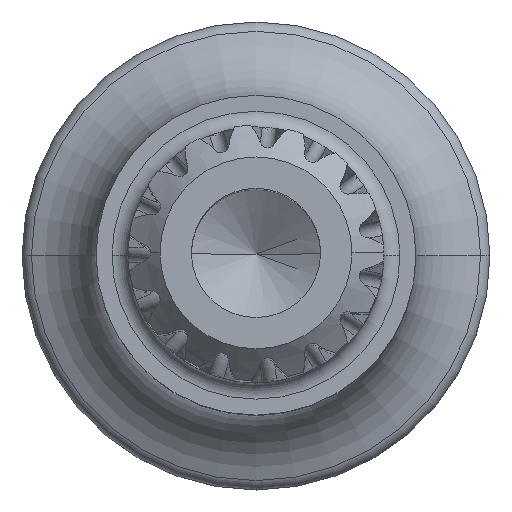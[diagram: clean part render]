
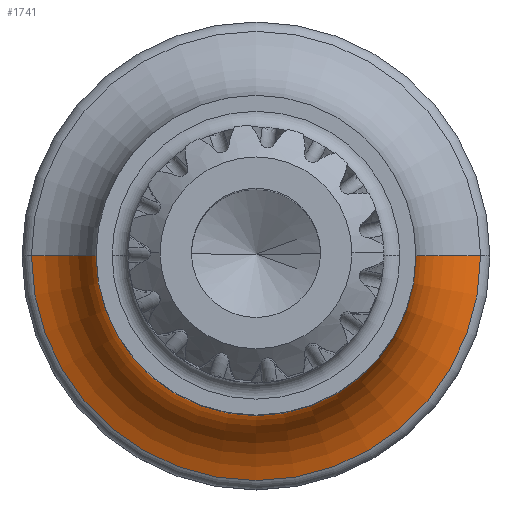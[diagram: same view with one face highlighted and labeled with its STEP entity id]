
A CAD part, top view. The second image highlights one B-rep face of the part: STEP entity #1741.
In plain terms, the highlighted toroidal (fillet/blend) face has major radius 8 mm and minor radius 3 mm.
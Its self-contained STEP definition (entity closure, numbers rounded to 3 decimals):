
#120 = CARTESIAN_POINT ( 'NONE',  ( 8., 0., 25.411 ) ) ;
#163 = DIRECTION ( 'NONE',  ( 0., 1., 0. ) ) ;
#206 = CARTESIAN_POINT ( 'NONE',  ( 0., 0., 22.574 ) ) ;
#584 = DIRECTION ( 'NONE',  ( 0., 0., -1. ) ) ;
#709 = CIRCLE ( 'NONE', #7360, 3. ) ;
#1176 = DIRECTION ( 'NONE',  ( 0., -1., 0. ) ) ;
#1186 = AXIS2_PLACEMENT_3D ( 'NONE', #206, #8397, #6789 ) ;
#1482 = CARTESIAN_POINT ( 'NONE',  ( 5., 0., 25.411 ) ) ;
#1741 = ADVANCED_FACE ( 'NONE', ( #9204 ), #7049, .F. ) ;
#2025 = VERTEX_POINT ( 'NONE', #1482 ) ;
#2087 = VERTEX_POINT ( 'NONE', #8412 ) ;
#2228 = DIRECTION ( 'NONE',  ( 0., 0., 1. ) ) ;
#2371 = ORIENTED_EDGE ( 'NONE', *, *, #2717, .F. ) ;
#2546 = EDGE_CURVE ( 'NONE', #6102, #7801, #3963, .T. ) ;
#2717 = EDGE_CURVE ( 'NONE', #7801, #2087, #709, .T. ) ;
#2879 = AXIS2_PLACEMENT_3D ( 'NONE', #4773, #7582, #7783 ) ;
#2970 = CARTESIAN_POINT ( 'NONE',  ( -7.023, 0., 22.574 ) ) ;
#3374 = ORIENTED_EDGE ( 'NONE', *, *, #2546, .F. ) ;
#3963 = CIRCLE ( 'NONE', #1186, 7.023 ) ;
#4161 = ORIENTED_EDGE ( 'NONE', *, *, #8211, .F. ) ;
#4304 = DIRECTION ( 'NONE',  ( -1., 0., 0. ) ) ;
#4529 = AXIS2_PLACEMENT_3D ( 'NONE', #120, #163, #6027 ) ;
#4773 = CARTESIAN_POINT ( 'NONE',  ( 0., 0., 25.411 ) ) ;
#5293 = CIRCLE ( 'NONE', #4529, 3. ) ;
#5625 = CARTESIAN_POINT ( 'NONE',  ( -8., 0., 25.411 ) ) ;
#6027 = DIRECTION ( 'NONE',  ( -1., 0., 0. ) ) ;
#6102 = VERTEX_POINT ( 'NONE', #8054 ) ;
#6590 = EDGE_LOOP ( 'NONE', ( #3374, #8003, #4161, #2371 ) ) ;
#6789 = DIRECTION ( 'NONE',  ( 1., 0., 0. ) ) ;
#6886 = EDGE_CURVE ( 'NONE', #6102, #2025, #5293, .T. ) ;
#7049 = TOROIDAL_SURFACE ( 'NONE', #2879, 8., 3. ) ;
#7069 = CARTESIAN_POINT ( 'NONE',  ( 0., 0., 25.411 ) ) ;
#7360 = AXIS2_PLACEMENT_3D ( 'NONE', #5625, #1176, #584 ) ;
#7450 = CIRCLE ( 'NONE', #8704, 5. ) ;
#7582 = DIRECTION ( 'NONE',  ( 0., 0., -1. ) ) ;
#7783 = DIRECTION ( 'NONE',  ( -1., 0., 0. ) ) ;
#7801 = VERTEX_POINT ( 'NONE', #2970 ) ;
#8003 = ORIENTED_EDGE ( 'NONE', *, *, #6886, .T. ) ;
#8054 = CARTESIAN_POINT ( 'NONE',  ( 7.023, 0., 22.574 ) ) ;
#8211 = EDGE_CURVE ( 'NONE', #2087, #2025, #7450, .T. ) ;
#8397 = DIRECTION ( 'NONE',  ( 0., 0., -1. ) ) ;
#8412 = CARTESIAN_POINT ( 'NONE',  ( -5., 0., 25.411 ) ) ;
#8704 = AXIS2_PLACEMENT_3D ( 'NONE', #7069, #2228, #4304 ) ;
#9204 = FACE_OUTER_BOUND ( 'NONE', #6590, .T. ) ;
